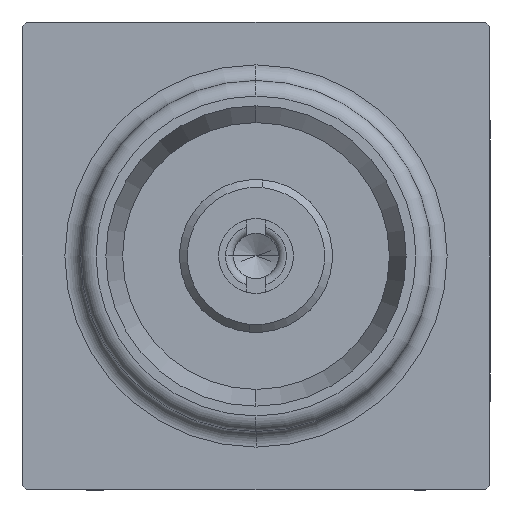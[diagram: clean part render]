
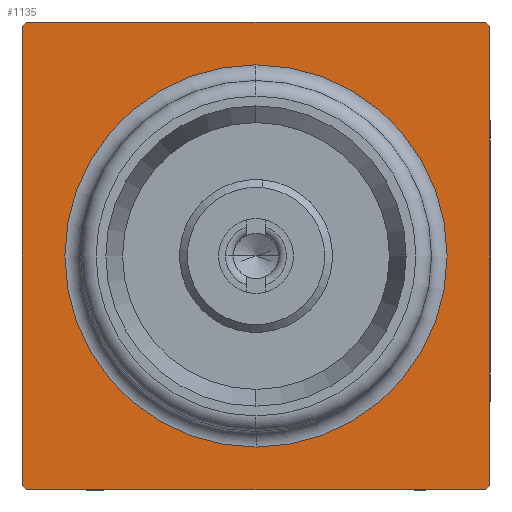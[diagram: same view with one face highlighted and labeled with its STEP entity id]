
A CAD part, left-side view. The second image highlights one B-rep face of the part: STEP entity #1135.
In plain terms, the highlighted planar face has unit normal (-1, 0, 0).
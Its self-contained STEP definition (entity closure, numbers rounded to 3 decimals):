
#16 = DIRECTION ( 'NONE',  ( -1., 0., 0. ) ) ;
#131 = VERTEX_POINT ( 'NONE', #3552 ) ;
#184 = CIRCLE ( 'NONE', #2449, 4.2 ) ;
#214 = DIRECTION ( 'NONE',  ( 0., 1., 0. ) ) ;
#265 = CARTESIAN_POINT ( 'NONE',  ( 4.45, 0., 0. ) ) ;
#271 = DIRECTION ( 'NONE',  ( -1., 0., 0. ) ) ;
#300 = DIRECTION ( 'NONE',  ( 0., 0., 1. ) ) ;
#346 = DIRECTION ( 'NONE',  ( 0., 0., 1. ) ) ;
#441 = EDGE_LOOP ( 'NONE', ( #3015, #642 ) ) ;
#580 = EDGE_CURVE ( 'NONE', #3206, #3200, #674, .T. ) ;
#597 = VERTEX_POINT ( 'NONE', #1317 ) ;
#642 = ORIENTED_EDGE ( 'NONE', *, *, #2481, .T. ) ;
#651 = CARTESIAN_POINT ( 'NONE',  ( 4.45, -2.939, 3. ) ) ;
#668 = ORIENTED_EDGE ( 'NONE', *, *, #1457, .T. ) ;
#674 = LINE ( 'NONE', #1740, #2142 ) ;
#676 = VECTOR ( 'NONE', #3223, 1000. ) ;
#770 = CARTESIAN_POINT ( 'NONE',  ( 4.45, 3., -2.939 ) ) ;
#772 = CARTESIAN_POINT ( 'NONE',  ( 4.45, 0., 0. ) ) ;
#811 = ORIENTED_EDGE ( 'NONE', *, *, #2556, .T. ) ;
#822 = EDGE_CURVE ( 'NONE', #131, #3747, #2725, .T. ) ;
#861 = CARTESIAN_POINT ( 'NONE',  ( 4.45, 2.25, 0. ) ) ;
#868 = DIRECTION ( 'NONE',  ( 1., 0., 0. ) ) ;
#920 = PLANE ( 'NONE',  #3537 ) ;
#1068 = EDGE_CURVE ( 'NONE', #2928, #1137, #2777, .T. ) ;
#1135 = ADVANCED_FACE ( 'NONE', ( #2435, #3228 ), #920, .F. ) ;
#1137 = VERTEX_POINT ( 'NONE', #2625 ) ;
#1141 = CARTESIAN_POINT ( 'NONE',  ( 4.45, 0., 0. ) ) ;
#1201 = DIRECTION ( 'NONE',  ( 0., 0., 1. ) ) ;
#1214 = ORIENTED_EDGE ( 'NONE', *, *, #3698, .F. ) ;
#1258 = CIRCLE ( 'NONE', #1273, 4.2 ) ;
#1273 = AXIS2_PLACEMENT_3D ( 'NONE', #265, #16, #300 ) ;
#1275 = AXIS2_PLACEMENT_3D ( 'NONE', #1454, #271, #346 ) ;
#1280 = ORIENTED_EDGE ( 'NONE', *, *, #1068, .F. ) ;
#1303 = LINE ( 'NONE', #2022, #2069 ) ;
#1317 = CARTESIAN_POINT ( 'NONE',  ( 4.45, -2.939, -3. ) ) ;
#1454 = CARTESIAN_POINT ( 'NONE',  ( 4.45, 0., 0. ) ) ;
#1457 = EDGE_CURVE ( 'NONE', #3206, #1137, #2671, .T. ) ;
#1642 = ORIENTED_EDGE ( 'NONE', *, *, #2619, .T. ) ;
#1649 = DIRECTION ( 'NONE',  ( 0., 0., -1. ) ) ;
#1665 = CARTESIAN_POINT ( 'NONE',  ( 4.45, 3., 0. ) ) ;
#1678 = CARTESIAN_POINT ( 'NONE',  ( 4.45, -3., 2.939 ) ) ;
#1691 = VERTEX_POINT ( 'NONE', #2351 ) ;
#1706 = CARTESIAN_POINT ( 'NONE',  ( 4.45, 0., 0. ) ) ;
#1710 = CIRCLE ( 'NONE', #3320, 2.45 ) ;
#1736 = CIRCLE ( 'NONE', #1275, 4.2 ) ;
#1740 = CARTESIAN_POINT ( 'NONE',  ( 4.45, 2.25, 3. ) ) ;
#1754 = DIRECTION ( 'NONE',  ( -1., 0., 0. ) ) ;
#1765 = CARTESIAN_POINT ( 'NONE',  ( 4.45, 0., 0. ) ) ;
#1841 = AXIS2_PLACEMENT_3D ( 'NONE', #1706, #3285, #3355 ) ;
#1887 = VECTOR ( 'NONE', #2232, 1000. ) ;
#1963 = ORIENTED_EDGE ( 'NONE', *, *, #580, .F. ) ;
#2022 = CARTESIAN_POINT ( 'NONE',  ( 4.45, 2.25, -3. ) ) ;
#2026 = DIRECTION ( 'NONE',  ( 0., -1., 0. ) ) ;
#2069 = VECTOR ( 'NONE', #214, 1000. ) ;
#2088 = DIRECTION ( 'NONE',  ( -1., 0., 0. ) ) ;
#2142 = VECTOR ( 'NONE', #2026, 1000. ) ;
#2154 = CARTESIAN_POINT ( 'NONE',  ( 4.45, -3., 0. ) ) ;
#2227 = ORIENTED_EDGE ( 'NONE', *, *, #3671, .T. ) ;
#2232 = DIRECTION ( 'NONE',  ( 0., 0., 1. ) ) ;
#2351 = CARTESIAN_POINT ( 'NONE',  ( 4.45, -3., -2.939 ) ) ;
#2370 = CARTESIAN_POINT ( 'NONE',  ( 4.45, 2.939, 3. ) ) ;
#2435 = FACE_BOUND ( 'NONE', #441, .T. ) ;
#2449 = AXIS2_PLACEMENT_3D ( 'NONE', #1765, #1754, #3203 ) ;
#2481 = EDGE_CURVE ( 'NONE', #3747, #131, #1710, .T. ) ;
#2527 = VERTEX_POINT ( 'NONE', #1678 ) ;
#2537 = ORIENTED_EDGE ( 'NONE', *, *, #2649, .F. ) ;
#2556 = EDGE_CURVE ( 'NONE', #2527, #3200, #1258, .T. ) ;
#2606 = CARTESIAN_POINT ( 'NONE',  ( 4.45, 2.939, -3. ) ) ;
#2619 = EDGE_CURVE ( 'NONE', #597, #1691, #184, .T. ) ;
#2625 = CARTESIAN_POINT ( 'NONE',  ( 4.45, 3., 2.939 ) ) ;
#2649 = EDGE_CURVE ( 'NONE', #597, #3063, #1303, .T. ) ;
#2671 = CIRCLE ( 'NONE', #3091, 4.2 ) ;
#2725 = CIRCLE ( 'NONE', #1841, 2.45 ) ;
#2777 = LINE ( 'NONE', #1665, #1887 ) ;
#2834 = DIRECTION ( 'NONE',  ( 0., 0., -1. ) ) ;
#2841 = DIRECTION ( 'NONE',  ( 1., 0., 0. ) ) ;
#2928 = VERTEX_POINT ( 'NONE', #770 ) ;
#2935 = LINE ( 'NONE', #2154, #676 ) ;
#3015 = ORIENTED_EDGE ( 'NONE', *, *, #822, .T. ) ;
#3063 = VERTEX_POINT ( 'NONE', #2606 ) ;
#3091 = AXIS2_PLACEMENT_3D ( 'NONE', #1141, #2088, #1201 ) ;
#3200 = VERTEX_POINT ( 'NONE', #651 ) ;
#3203 = DIRECTION ( 'NONE',  ( 0., 0., 1. ) ) ;
#3206 = VERTEX_POINT ( 'NONE', #2370 ) ;
#3223 = DIRECTION ( 'NONE',  ( 0., 0., -1. ) ) ;
#3228 = FACE_OUTER_BOUND ( 'NONE', #3690, .T. ) ;
#3285 = DIRECTION ( 'NONE',  ( 1., 0., 0. ) ) ;
#3320 = AXIS2_PLACEMENT_3D ( 'NONE', #772, #2841, #1649 ) ;
#3355 = DIRECTION ( 'NONE',  ( 0., 0., -1. ) ) ;
#3537 = AXIS2_PLACEMENT_3D ( 'NONE', #861, #868, #2834 ) ;
#3552 = CARTESIAN_POINT ( 'NONE',  ( 4.45, 0., -2.45 ) ) ;
#3664 = CARTESIAN_POINT ( 'NONE',  ( 4.45, 0., 2.45 ) ) ;
#3671 = EDGE_CURVE ( 'NONE', #2928, #3063, #1736, .T. ) ;
#3690 = EDGE_LOOP ( 'NONE', ( #2537, #1642, #1214, #811, #1963, #668, #1280, #2227 ) ) ;
#3698 = EDGE_CURVE ( 'NONE', #2527, #1691, #2935, .T. ) ;
#3747 = VERTEX_POINT ( 'NONE', #3664 ) ;
